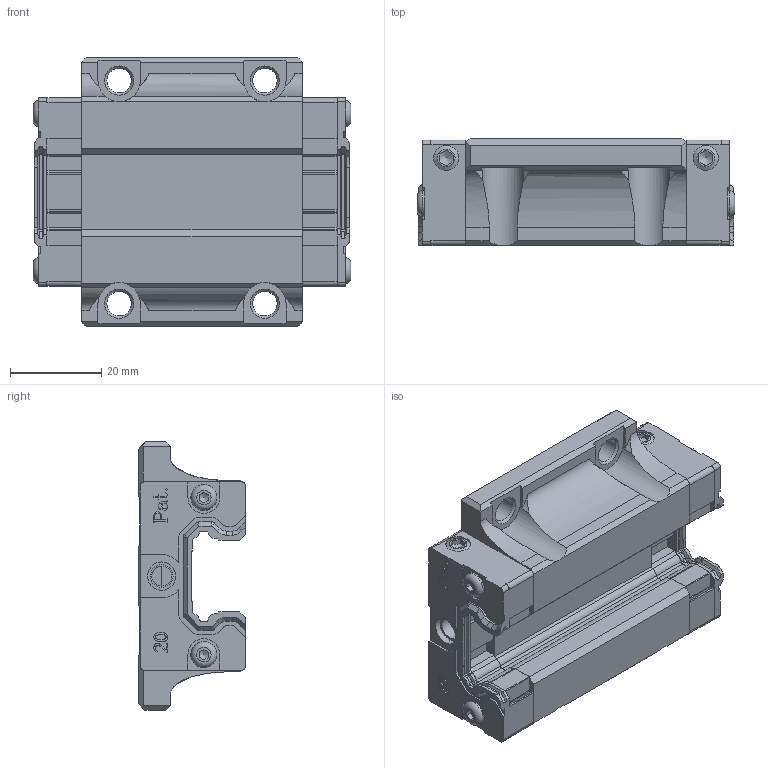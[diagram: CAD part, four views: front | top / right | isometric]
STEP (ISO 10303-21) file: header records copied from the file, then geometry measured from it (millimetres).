
FILE_DESCRIPTION(/* description */ (''),/* implementation_level */ '2;1');
FILE_NAME(/* name */ 'LGB_S20FNSS_Shrinkwrap.ipt.stp',/* time_stamp */ '2018-11-09T10:35:32+01:00',/* author */ ('nesvadba'),/* organization */ ('TraceParts S.A.'),/* preprocessor_version */ 'ST-DEVELOPER v16.1',/* originating_system */ 'Autodesk Inventor 2016',/* authorisation */ '');
FILE_SCHEMA (('AUTOMOTIVE_DESIGN { 1 0 10303 214 3 1 1 }'));
Length unit declared in the file: millimetre
Products named in the file (1): lgb_c_s_20_f_n_1_ss_l_00160_n_z1_-_1_-_0_-_20_0n00_02
Bounding box: 69.8 x 23.5 x 58.95 mm (x, y, z)
Volume: 5220.6 mm3; surface area: 21068.5 mm2
Topology: 12 solids, 13 shells, 1266 faces, 3300 edges, 2110 vertices
Faces by surface type: plane 844, cylinder 288, cone 92, bspline 34, torus 8
Full cylindrical faces by diameter (mm): 1.5 x4, 2 x2, 3 x12, 3.2 x8, 3.9 x4, 4.4 x2, 5 x2, 5.3 x4, 5.4 x4, 5.5 x4, 5.7 x4, 6 x6, 6.2 x2
Entity records: 40665 total; most frequent: CARTESIAN_POINT 8913, ORIENTED_EDGE 6340, DIRECTION 6120, EDGE_CURVE 3170, LINE 2338, VECTOR 2338, VERTEX_POINT 2072, AXIS2_PLACEMENT_3D 1891
